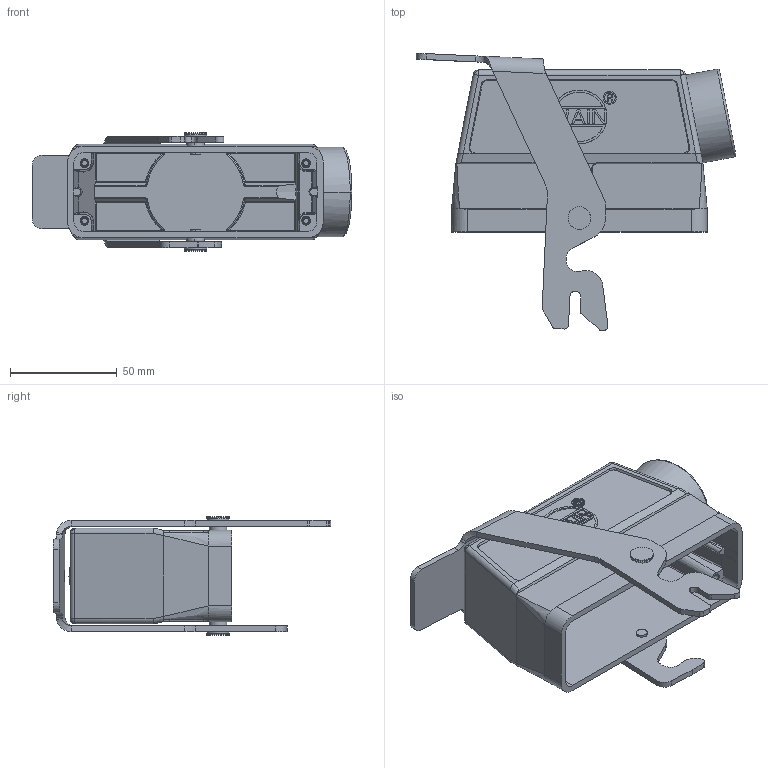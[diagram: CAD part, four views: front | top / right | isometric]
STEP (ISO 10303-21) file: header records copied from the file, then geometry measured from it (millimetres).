
FILE_DESCRIPTION((''),'2;1');
FILE_NAME('H24B-SEH-1L_B-PG29','2019-05-20T',('sh.ye'),(''),'PRO/ENGINEER BY PARAMETRIC TECHNOLOGY CORPORATION, 2015240','PRO/ENGINEER BY PARAMETRIC TECHNOLOGY CORPORATION, 2015240','');
FILE_SCHEMA(('AUTOMOTIVE_DESIGN { 1 0 10303 214 1 1 1 1 }'));
Length unit declared in the file: millimetre
Products named in the file (1): H24B-SEH-1L_B-PG29
Bounding box: 150.09 x 130.39 x 55.6 mm (x, y, z)
Volume: 116026.9 mm3; surface area: 74913.6 mm2
Topology: 1 solids, 1 shells, 578 faces, 1505 edges, 940 vertices
Faces by surface type: plane 297, cylinder 146, cone 46, bspline 37, sphere 32, torus 12, extrusion 8
Entity records: 20495 total; most frequent: CARTESIAN_POINT 6558, ORIENTED_EDGE 2950, DIRECTION 2796, EDGE_CURVE 1475, VERTEX_POINT 940, AXIS2_PLACEMENT_3D 939, VECTOR 918, LINE 910
